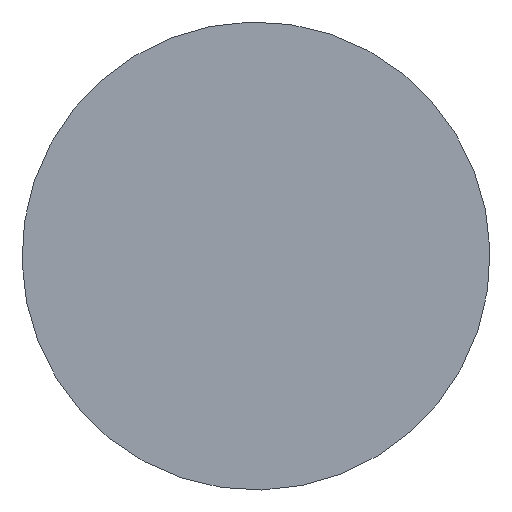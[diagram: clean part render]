
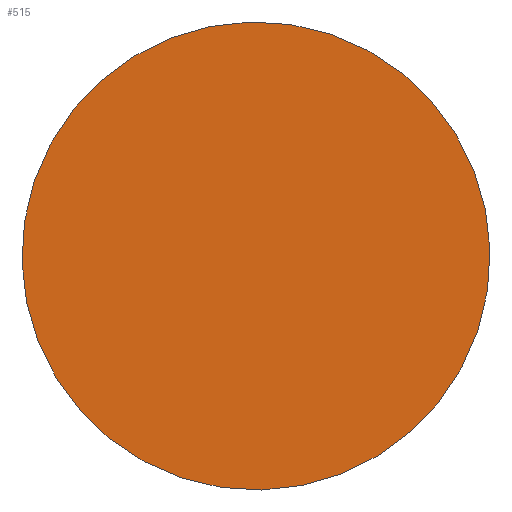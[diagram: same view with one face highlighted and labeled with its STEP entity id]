
A CAD part, front view. The second image highlights one B-rep face of the part: STEP entity #515.
In plain terms, the highlighted planar face has unit normal (0, -1, 0).
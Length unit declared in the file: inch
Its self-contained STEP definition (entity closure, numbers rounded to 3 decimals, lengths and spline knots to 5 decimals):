
#143=FACE_OUTER_BOUND('',#194,.T.);
#194=EDGE_LOOP('',(#430));
#220=CIRCLE('',#585,1.5);
#261=VERTEX_POINT('',#1021);
#318=EDGE_CURVE('',#261,#261,#220,.T.);
#430=ORIENTED_EDGE('',*,*,#318,.T.);
#445=PLANE('',#586);
#515=ADVANCED_FACE('',(#143),#445,.T.);
#585=AXIS2_PLACEMENT_3D('',#1022,#734,#735);
#586=AXIS2_PLACEMENT_3D('',#1023,#736,#737);
#734=DIRECTION('center_axis',(0.,-1.,0.));
#735=DIRECTION('ref_axis',(0.948,0.,-0.318));
#736=DIRECTION('center_axis',(0.,-1.,0.));
#737=DIRECTION('ref_axis',(0.948,0.,-0.318));
#1021=CARTESIAN_POINT('',(1.42197,-6.63869,-0.4775));
#1022=CARTESIAN_POINT('Origin',(0.,-6.63869,
0.));
#1023=CARTESIAN_POINT('Origin',(1.32717,-6.63869,-0.44566));
